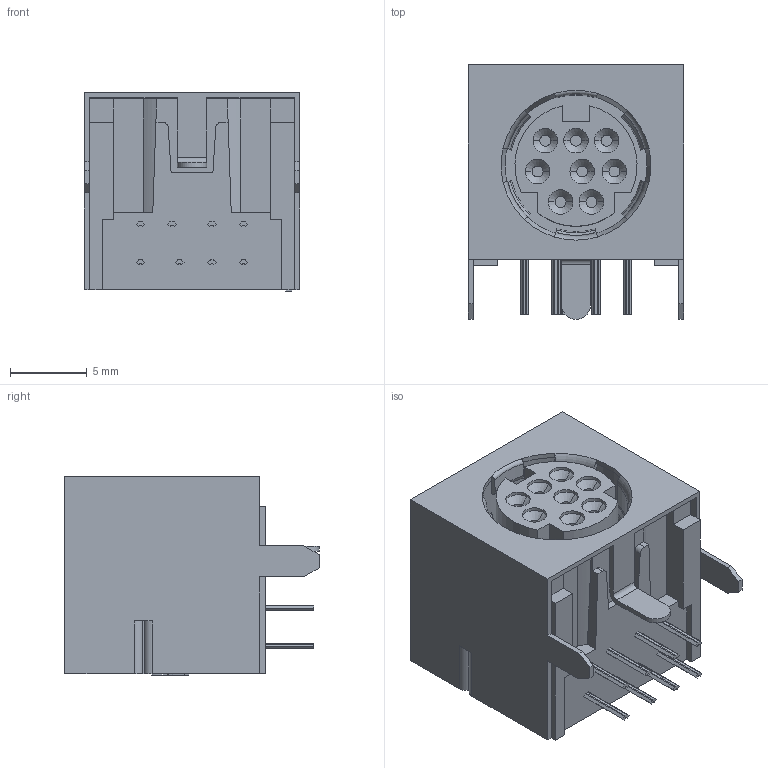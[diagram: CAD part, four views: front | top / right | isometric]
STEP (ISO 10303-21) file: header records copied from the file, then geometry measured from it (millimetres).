
FILE_DESCRIPTION((''),'2;1');
FILE_NAME('C-5749267-1','2009-01-07T',('workeradm'),('Tyco Electronics Corporation'),'PRO/ENGINEER BY PARAMETRIC TECHNOLOGY CORPORATION, 2005450','PRO/ENGINEER BY PARAMETRIC TECHNOLOGY CORPORATION, 2005450','');
FILE_SCHEMA(('CONFIG_CONTROL_DESIGN', 'GEOMETRIC_VALIDATION_PROPERTIES_MIM'));
Length unit declared in the file: millimetre
Products named in the file (1): C-5749267-1
Bounding box: 14 x 16.56 x 12.94 mm (x, y, z)
Volume: 2007.9 mm3; surface area: 2496.2 mm2
Topology: 1 solids, 1 shells, 401 faces, 1088 edges, 710 vertices
Faces by surface type: plane 227, cylinder 110, cone 31, torus 31, extrusion 2
Entity records: 12794 total; most frequent: CARTESIAN_POINT 2243, DIRECTION 2212, ORIENTED_EDGE 2176, EDGE_CURVE 1088, VECTOR 750, LINE 748, AXIS2_PLACEMENT_3D 731, VERTEX_POINT 710
